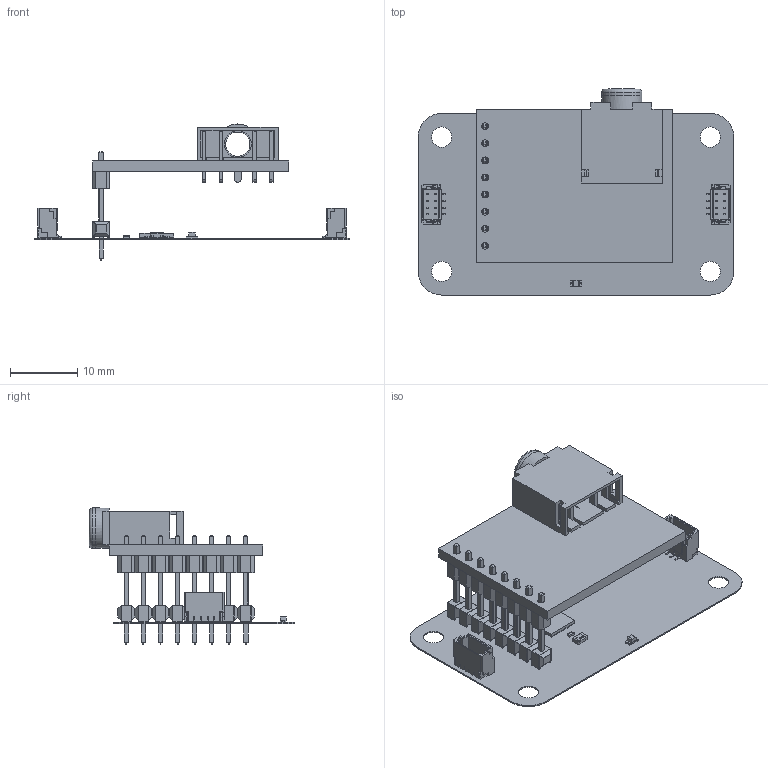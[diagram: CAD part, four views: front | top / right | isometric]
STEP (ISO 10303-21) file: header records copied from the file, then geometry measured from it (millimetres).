
FILE_DESCRIPTION(('Open CASCADE Model'),'2;1');
FILE_NAME('Open CASCADE Shape Model','2025-05-20T11:22:31',('Author'),( 'Open CASCADE'),'Open CASCADE STEP processor 7.5','Open CASCADE 7.5' ,'Unknown');
FILE_SCHEMA(('AUTOMOTIVE_DESIGN { 1 0 10303 214 1 1 1 1 }'));
Length unit declared in the file: millimetre
Products named in the file (38): PCB; Board; Open CASCADE STEP translator 7.5 38.1.1; J11; Conn_Harwin_M20-9990846_eec; Logo bar; Harwin; Connector base; Pin; U; DUELink-U-Connector-BM04B-SRSS-TB; D; DUELink-Connector-BM04B-SRSS-TB; STAT; 0603 LED Green; Solid1; Solid4; R4; User Library-R SMD 0402; User Library-R SMD 0402_0402 BODY; User Library-R SMD 0402_0402 PAD; User Library-R SMD 0402_0402 OPIS; C2; 0805 SMD Capacitor; C1; C0402; Free-Models; Si4703; Board001; pj-308; 8pins; STM32-QFN32
Assembly tree (52 placements, depth 4):
  PCB
    Board
      Open CASCADE STEP translator 7.5 38.1.1
    J11
      Conn_Harwin_M20-9990846_eec
        Logo bar
        Harwin
        Connector base  x8
        Pin  x8
    U
      DUELink-U-Connector-BM04B-SRSS-TB
    D
      DUELink-Connector-BM04B-SRSS-TB
    STAT
      0603 LED Green
        Solid1
        Solid4
        Solid1
        Solid1
        Solid4
        Solid1
        Solid1
        Solid1
    R4
      User Library-R SMD 0402
        User Library-R SMD 0402_0402 BODY
        User Library-R SMD 0402_0402 PAD  x2
        User Library-R SMD 0402_0402 OPIS
    C2
      0805 SMD Capacitor
    C1
      C0402
    Free-Models
      Si4703
        Board001
        pj-308
        8pins
      STM32-QFN32
Bounding box: 47 x 30.63 x 20.24 mm (x, y, z)
Volume: 2166.8 mm3; surface area: 6601.6 mm2
Topology: 127 solids, 127 shells, 2570 faces, 9049 edges, 9670 vertices
Faces by surface type: plane 1720, cylinder 583, sphere 152, bspline 100, revolution 8, torus 6, cone 1
Full cylindrical faces by diameter (mm): 1 x5, 1.016 x2, 1.02 x16, 3 x4, 3.6 x1, 4 x2, 6 x2
Entity records: 88297 total; most frequent: CARTESIAN_POINT 22404, DIRECTION 11515, ORIENTED_EDGE 8742, LINE 6369, VECTOR 6369, EDGE_CURVE 4371, GEOMETRIC_CURVE_SET 2958, TRIMMED_CURVE 2958
